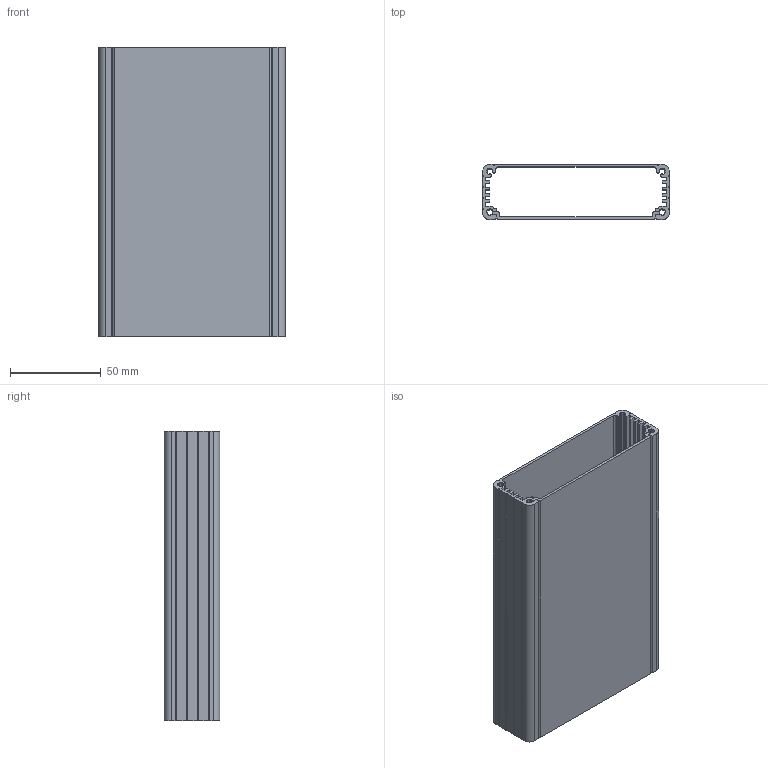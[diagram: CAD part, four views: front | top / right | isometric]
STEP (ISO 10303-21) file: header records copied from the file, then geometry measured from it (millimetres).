
FILE_DESCRIPTION((''),'2;1');
FILE_NAME('L Extrusion 160mm.stp','2005-02-21T08:39:57',('avernon'),(''),'Autodesk Inventor 9','Autodesk Inventor 9','');
FILE_SCHEMA(('AUTOMOTIVE_DESIGN { 1 0 10303 214 1 1 1 1 }'));
Length unit declared in the file: millimetre
Products named in the file (1): L Extrusion 160mm
Bounding box: 103 x 30.51 x 160 mm (x, y, z)
Volume: 79343.2 mm3; surface area: 99853 mm2
Topology: 2 solids, 2 shells, 202 faces, 594 edges, 396 vertices
Faces by surface type: cylinder 108, plane 94
Entity records: 6816 total; most frequent: DIRECTION 1216, CARTESIAN_POINT 1193, ORIENTED_EDGE 1188, EDGE_CURVE 594, AXIS2_PLACEMENT_3D 419, VERTEX_POINT 396, VECTOR 378, LINE 378
